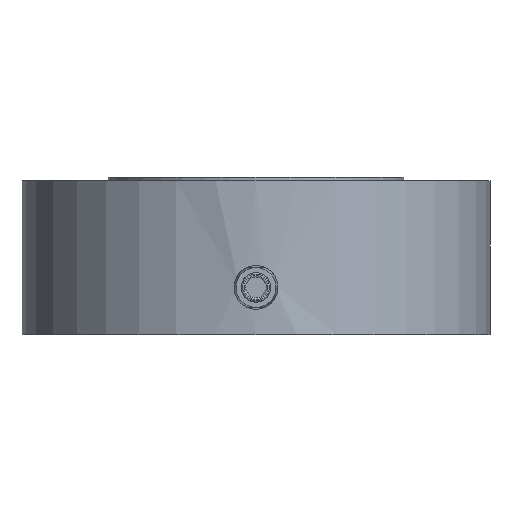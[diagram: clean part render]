
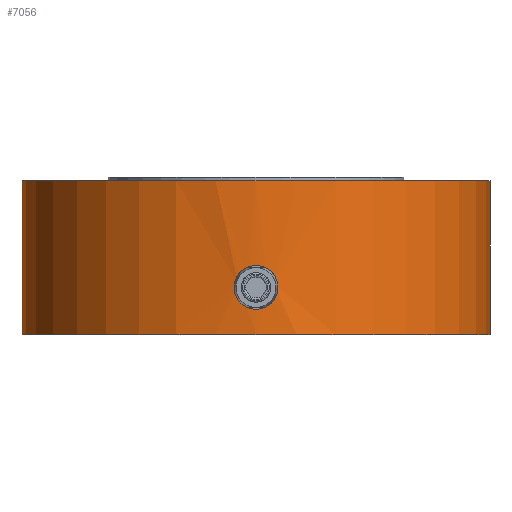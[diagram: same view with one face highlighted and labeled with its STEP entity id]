
A CAD part, front view. The second image highlights one B-rep face of the part: STEP entity #7056.
In plain terms, the highlighted cylindrical face has radius 1.49 mm (diameter 2.98 mm), a partial arc.
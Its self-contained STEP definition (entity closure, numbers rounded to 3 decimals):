
#6300=CARTESIAN_POINT('',(5.576,0.,-1.844));
#6301=VERTEX_POINT('',#6300);
#6302=CARTESIAN_POINT('',(5.576,0.,-0.864));
#6303=VERTEX_POINT('',#6302);
#6304=CARTESIAN_POINT('',(5.576,0.,-1.844));
#6305=DIRECTION('',(0.0,0.0,1.0));
#6306=VECTOR('',#6305,0.98);
#6307=LINE('',#6304,#6306);
#6308=EDGE_CURVE('',#6301,#6303,#6307,.T.);
#6310=CARTESIAN_POINT('',(2.596,0.,-1.844));
#6311=VERTEX_POINT('',#6310);
#6319=CARTESIAN_POINT('',(2.596,0.,-0.864));
#6320=VERTEX_POINT('',#6319);
#6321=CARTESIAN_POINT('',(2.596,0.,-1.844));
#6322=DIRECTION('',(0.0,0.0,1.0));
#6323=VECTOR('',#6322,0.98);
#6324=LINE('',#6321,#6323);
#6325=EDGE_CURVE('',#6311,#6320,#6324,.T.);
#6968=CARTESIAN_POINT('',(4.086,0.,-1.844));
#6969=DIRECTION('',(0.0,0.0,-1.0));
#6970=DIRECTION('',(1.0,0.0,0.0));
#6971=AXIS2_PLACEMENT_3D('',#6968,#6969,#6970);
#6972=CIRCLE('',#6971,1.49);
#6973=EDGE_CURVE('',#6301,#6311,#6972,.T.);
#6983=CARTESIAN_POINT('',(4.086,0.,-1.354));
#6984=DIRECTION('',(0.0,0.,-1.0));
#6985=DIRECTION('',(1.0,0.0,0.0));
#6986=AXIS2_PLACEMENT_3D('',#6983,#6984,#6985);
#6987=CYLINDRICAL_SURFACE('',#6986,1.49);
#6988=ORIENTED_EDGE('',*,*,#6308,.T.);
#6989=CARTESIAN_POINT('',(4.086,0.,-0.864));
#6990=DIRECTION('',(0.0,0.0,-1.0));
#6991=DIRECTION('',(1.0,0.0,0.0));
#6992=AXIS2_PLACEMENT_3D('',#6989,#6990,#6991);
#6993=CIRCLE('',#6992,1.49);
#6994=EDGE_CURVE('',#6303,#6320,#6993,.T.);
#6995=ORIENTED_EDGE('',*,*,#6994,.T.);
#6996=ORIENTED_EDGE('',*,*,#6325,.F.);
#6997=ORIENTED_EDGE('',*,*,#6973,.F.);
#6998=EDGE_LOOP('',(#6988,#6995,#6996,#6997));
#6999=FACE_OUTER_BOUND('',#6998,.T.);
#7000=CARTESIAN_POINT('',(4.086,-1.49,-1.419));
#7001=VERTEX_POINT('',#7000);
#7002=CARTESIAN_POINT('',(4.086,-1.49,-1.669));
#7003=VERTEX_POINT('',#7002);
#7004=CARTESIAN_POINT('',(4.086,-1.49,-1.419));
#7005=CARTESIAN_POINT('',(4.086,-1.49,-1.419));
#7006=CARTESIAN_POINT('',(4.087,-1.49,-1.419));
#7007=CARTESIAN_POINT('',(4.102,-1.49,-1.42));
#7008=CARTESIAN_POINT('',(4.116,-1.49,-1.424));
#7009=CARTESIAN_POINT('',(4.144,-1.489,-1.437));
#7010=CARTESIAN_POINT('',(4.157,-1.488,-1.447));
#7011=CARTESIAN_POINT('',(4.178,-1.487,-1.469));
#7012=CARTESIAN_POINT('',(4.187,-1.487,-1.482));
#7013=CARTESIAN_POINT('',(4.199,-1.486,-1.511));
#7014=CARTESIAN_POINT('',(4.202,-1.485,-1.527));
#7015=CARTESIAN_POINT('',(4.202,-1.485,-1.56));
#7016=CARTESIAN_POINT('',(4.199,-1.486,-1.576));
#7017=CARTESIAN_POINT('',(4.187,-1.487,-1.605));
#7018=CARTESIAN_POINT('',(4.178,-1.487,-1.618));
#7019=CARTESIAN_POINT('',(4.157,-1.488,-1.641));
#7020=CARTESIAN_POINT('',(4.144,-1.489,-1.65));
#7021=CARTESIAN_POINT('',(4.116,-1.49,-1.663));
#7022=CARTESIAN_POINT('',(4.102,-1.49,-1.667));
#7023=CARTESIAN_POINT('',(4.087,-1.49,-1.669));
#7024=CARTESIAN_POINT('',(4.086,-1.49,-1.669));
#7025=CARTESIAN_POINT('',(4.086,-1.49,-1.669));
#7026=B_SPLINE_CURVE_WITH_KNOTS('',3,(#7004,#7005,#7006,#7007,#7008,#7009,#7010,#7011,#7012,#7013,#7014,#7015,#7016,#7017,#7018,#7019,#7020,#7021,#7022,#7023,#7024,#7025),.UNSPECIFIED.,.F.,.U.,(4,2,2,2,2,2,2,2,2,2,4),(-0.001,0.0,0.045,0.092,0.138,0.187,0.236,0.282,0.329,0.374,0.375),.UNSPECIFIED.);
#7027=EDGE_CURVE('',#7001,#7003,#7026,.T.);
#7028=ORIENTED_EDGE('',*,*,#7027,.T.);
#7029=CARTESIAN_POINT('',(4.086,-1.49,-1.669));
#7030=CARTESIAN_POINT('',(4.085,-1.49,-1.669));
#7031=CARTESIAN_POINT('',(4.085,-1.49,-1.669));
#7032=CARTESIAN_POINT('',(4.07,-1.49,-1.667));
#7033=CARTESIAN_POINT('',(4.055,-1.49,-1.663));
#7034=CARTESIAN_POINT('',(4.027,-1.489,-1.65));
#7035=CARTESIAN_POINT('',(4.014,-1.488,-1.641));
#7036=CARTESIAN_POINT('',(3.993,-1.487,-1.618));
#7037=CARTESIAN_POINT('',(3.985,-1.487,-1.605));
#7038=CARTESIAN_POINT('',(3.972,-1.486,-1.576));
#7039=CARTESIAN_POINT('',(3.969,-1.485,-1.56));
#7040=CARTESIAN_POINT('',(3.969,-1.485,-1.527));
#7041=CARTESIAN_POINT('',(3.972,-1.486,-1.511));
#7042=CARTESIAN_POINT('',(3.985,-1.487,-1.482));
#7043=CARTESIAN_POINT('',(3.993,-1.487,-1.469));
#7044=CARTESIAN_POINT('',(4.014,-1.488,-1.447));
#7045=CARTESIAN_POINT('',(4.027,-1.489,-1.437));
#7046=CARTESIAN_POINT('',(4.055,-1.49,-1.424));
#7047=CARTESIAN_POINT('',(4.07,-1.49,-1.42));
#7048=CARTESIAN_POINT('',(4.085,-1.49,-1.419));
#7049=CARTESIAN_POINT('',(4.085,-1.49,-1.419));
#7050=CARTESIAN_POINT('',(4.086,-1.49,-1.419));
#7051=B_SPLINE_CURVE_WITH_KNOTS('',3,(#7029,#7030,#7031,#7032,#7033,#7034,#7035,#7036,#7037,#7038,#7039,#7040,#7041,#7042,#7043,#7044,#7045,#7046,#7047,#7048,#7049,#7050),.UNSPECIFIED.,.F.,.U.,(4,2,2,2,2,2,2,2,2,2,4),(-0.001,0.0,0.045,0.092,0.138,0.187,0.236,0.282,0.329,0.374,0.375),.UNSPECIFIED.);
#7052=EDGE_CURVE('',#7003,#7001,#7051,.T.);
#7053=ORIENTED_EDGE('',*,*,#7052,.T.);
#7054=EDGE_LOOP('',(#7028,#7053));
#7055=FACE_BOUND('',#7054,.T.);
#7056=ADVANCED_FACE('',(#6999,#7055),#6987,.T.);
